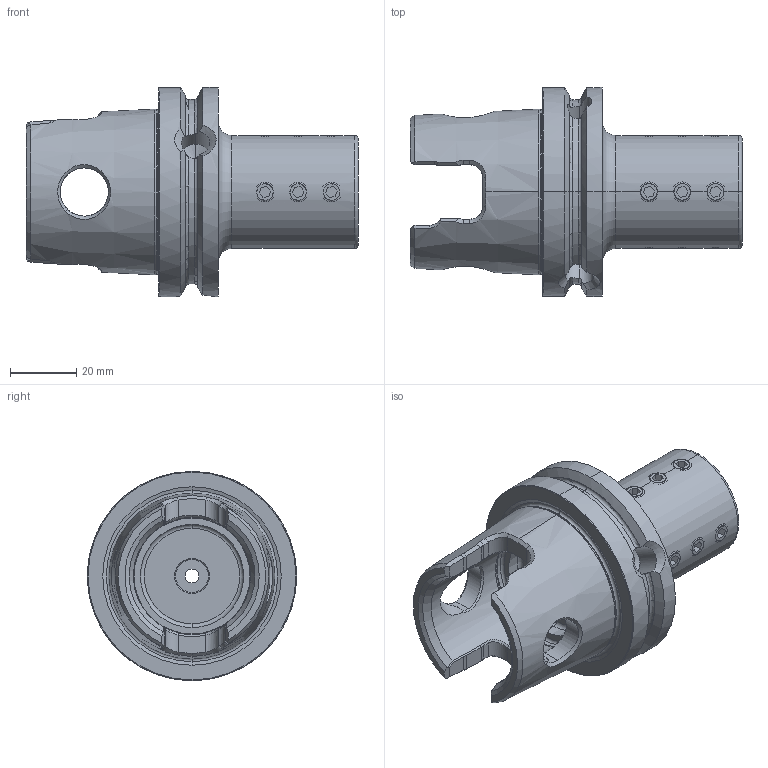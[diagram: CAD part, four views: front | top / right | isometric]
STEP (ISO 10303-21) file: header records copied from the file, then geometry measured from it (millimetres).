
FILE_DESCRIPTION (( 'STEP AP203' ), '1' );
FILE_NAME ('KY6.B06.K01.060.STEP', '2018-02-14T10:10:19', ( 'SWIAdmin' ), ( 'Hewlett-Packard Company' ), 'SwSTEP 2.0', 'SolidWorks 2017', '' );
FILE_SCHEMA (( 'CONFIG_CONTROL_DESIGN' ));
Length unit declared in the file: millimetre
Products named in the file (3): KY6-B06.K01.060_A; KY6.B06.K01.060; ISO 4026 - M6 x 10_PreviewCfg
Assembly tree (10 placements, depth 2):
  KY6.B06.K01.060
    KY6-B06.K01.060_A
    ISO 4026 - M6 x 10_PreviewCfg  x9
Bounding box: 99.95 x 62.95 x 62.95 mm (x, y, z)
Volume: 115784.7 mm3; surface area: 29140.3 mm2
Topology: 10 solids, 10 shells, 370 faces, 925 edges, 572 vertices
Faces by surface type: plane 127, cylinder 88, cone 77, bspline 50, torus 28
Entity records: 11830 total; most frequent: CARTESIAN_POINT 5748, ORIENTED_EDGE 1326, DIRECTION 923, EDGE_CURVE 663, VERTEX_POINT 412, AXIS2_PLACEMENT_3D 375, B_SPLINE_CURVE_WITH_KNOTS 316, EDGE_LOOP 269
